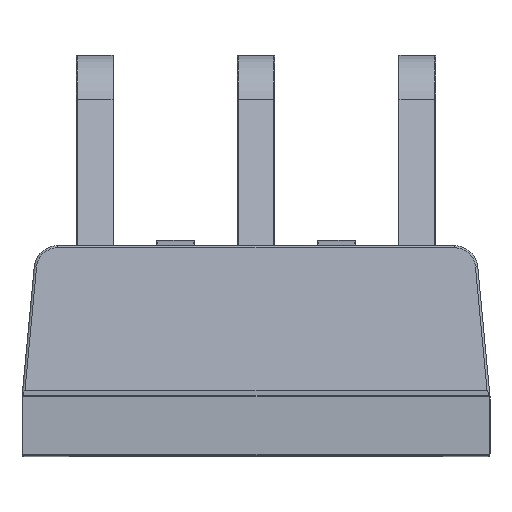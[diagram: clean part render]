
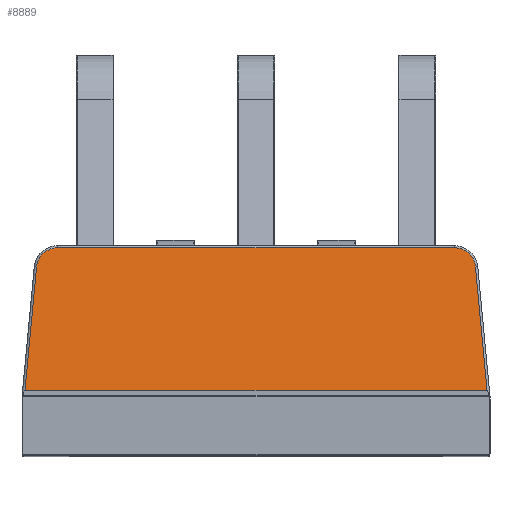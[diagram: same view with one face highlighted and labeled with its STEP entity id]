
A CAD part, top view. The second image highlights one B-rep face of the part: STEP entity #8889.
In plain terms, the highlighted planar face has unit normal (0, 0.139, 0.99).
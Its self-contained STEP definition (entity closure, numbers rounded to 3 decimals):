
#706 = CARTESIAN_POINT ( 'NONE',  ( 4.439, 1.497, 11.776 ) ) ;
#831 = VERTEX_POINT ( 'NONE', #20565 ) ;
#1101 = VERTEX_POINT ( 'NONE', #17511 ) ;
#1762 = CARTESIAN_POINT ( 'NONE',  ( -4.643, 1.089, 11.833 ) ) ;
#2081 = EDGE_CURVE ( 'NONE', #22580, #1101, #14624, .T. ) ;
#2281 = CARTESIAN_POINT ( 'NONE',  ( 4.561, 1.96, 11.711 ) ) ;
#4516 = CARTESIAN_POINT ( 'NONE',  ( 4.887, -1.52, 12.2 ) ) ;
#5333 = CARTESIAN_POINT ( 'NONE',  ( -4.62, 1.332, 11.799 ) ) ;
#6410 = CARTESIAN_POINT ( 'NONE',  ( 0., 1.54, 11.77 ) ) ;
#6981 = DIRECTION ( 'NONE',  ( -0.093, 0.986, -0.139 ) ) ;
#8149 = EDGE_CURVE ( 'NONE', #22580, #831, #21661, .T. ) ;
#8370 = CARTESIAN_POINT ( 'NONE',  ( -4.65, -1.52, 12.2 ) ) ;
#8877 = CARTESIAN_POINT ( 'NONE',  ( -4.887, -1.52, 12.2 ) ) ;
#8889 = ADVANCED_FACE ( 'NONE', ( #22739 ), #25862, .T. ) ;
#9529 = VECTOR ( 'NONE', #6981, 1000. ) ;
#10028 = CARTESIAN_POINT ( 'NONE',  ( -4.439, 1.497, 11.776 ) ) ;
#11664 = LINE ( 'NONE', #12816, #23561 ) ;
#12650 = CARTESIAN_POINT ( 'NONE',  ( 4.643, 1.089, 11.833 ) ) ;
#12816 = CARTESIAN_POINT ( 'NONE',  ( -4.561, 1.96, 11.711 ) ) ;
#12995 = LINE ( 'NONE', #2281, #9529 ) ;
#13326 = ORIENTED_EDGE ( 'NONE', *, *, #8149, .T. ) ;
#13741 = AXIS2_PLACEMENT_3D ( 'NONE', #6410, #23549, #28422 ) ;
#14624 =( BOUNDED_CURVE ( )  B_SPLINE_CURVE ( 3, ( #14787, #706, #29821, #12650 ),
 .UNSPECIFIED., .F., .F. ) 
 B_SPLINE_CURVE_WITH_KNOTS ( ( 4, 4 ),
 ( 0., 1.477 ),
 .UNSPECIFIED. ) 
 CURVE ( )  GEOMETRIC_REPRESENTATION_ITEM ( )  RATIONAL_B_SPLINE_CURVE ( ( 1., 0.826, 0.826, 1. ) ) 
 REPRESENTATION_ITEM ( '' )  );
#14787 = CARTESIAN_POINT ( 'NONE',  ( 4.195, 1.497, 11.776 ) ) ;
#14947 = CARTESIAN_POINT ( 'NONE',  ( -4.195, 1.497, 11.776 ) ) ;
#15699 = ORIENTED_EDGE ( 'NONE', *, *, #31473, .T. ) ;
#17315 = CARTESIAN_POINT ( 'NONE',  ( -4.643, 1.089, 11.833 ) ) ;
#17511 = CARTESIAN_POINT ( 'NONE',  ( 4.643, 1.089, 11.833 ) ) ;
#17980 = ORIENTED_EDGE ( 'NONE', *, *, #18831, .F. ) ;
#18033 = VERTEX_POINT ( 'NONE', #1762 ) ;
#18831 = EDGE_CURVE ( 'NONE', #18033, #831, #29917, .T. ) ;
#19585 = LINE ( 'NONE', #8370, #24938 ) ;
#19694 = VERTEX_POINT ( 'NONE', #4516 ) ;
#19967 = EDGE_CURVE ( 'NONE', #19694, #28178, #19585, .T. ) ;
#20233 = DIRECTION ( 'NONE',  ( -0.093, -0.986, 0.139 ) ) ;
#20565 = CARTESIAN_POINT ( 'NONE',  ( -4.195, 1.497, 11.776 ) ) ;
#21384 = ORIENTED_EDGE ( 'NONE', *, *, #21683, .T. ) ;
#21410 = DIRECTION ( 'NONE',  ( -1., 0., 0. ) ) ;
#21513 = CARTESIAN_POINT ( 'NONE',  ( 4.195, 1.497, 11.776 ) ) ;
#21661 = LINE ( 'NONE', #24163, #29640 ) ;
#21683 = EDGE_CURVE ( 'NONE', #18033, #28178, #11664, .T. ) ;
#22580 = VERTEX_POINT ( 'NONE', #21513 ) ;
#22739 = FACE_OUTER_BOUND ( 'NONE', #25066, .T. ) ;
#23549 = DIRECTION ( 'NONE',  ( 0., 0.139, 0.99 ) ) ;
#23561 = VECTOR ( 'NONE', #20233, 1000. ) ;
#24163 = CARTESIAN_POINT ( 'NONE',  ( 0., 1.497, 11.776 ) ) ;
#24938 = VECTOR ( 'NONE', #25616, 1000. ) ;
#25066 = EDGE_LOOP ( 'NONE', ( #17980, #21384, #29510, #15699, #30217, #13326 ) ) ;
#25616 = DIRECTION ( 'NONE',  ( -1., 0., 0. ) ) ;
#25862 = PLANE ( 'NONE',  #13741 ) ;
#28178 = VERTEX_POINT ( 'NONE', #8877 ) ;
#28422 = DIRECTION ( 'NONE',  ( -1., 0., 0. ) ) ;
#29510 = ORIENTED_EDGE ( 'NONE', *, *, #19967, .F. ) ;
#29640 = VECTOR ( 'NONE', #21410, 1000. ) ;
#29821 = CARTESIAN_POINT ( 'NONE',  ( 4.62, 1.332, 11.799 ) ) ;
#29917 =( BOUNDED_CURVE ( )  B_SPLINE_CURVE ( 3, ( #17315, #5333, #10028, #14947 ),
 .UNSPECIFIED., .F., .F. ) 
 B_SPLINE_CURVE_WITH_KNOTS ( ( 4, 4 ),
 ( 1.664, 3.142 ),
 .UNSPECIFIED. ) 
 CURVE ( )  GEOMETRIC_REPRESENTATION_ITEM ( )  RATIONAL_B_SPLINE_CURVE ( ( 1., 0.826, 0.826, 1. ) ) 
 REPRESENTATION_ITEM ( '' )  );
#30217 = ORIENTED_EDGE ( 'NONE', *, *, #2081, .F. ) ;
#31473 = EDGE_CURVE ( 'NONE', #19694, #1101, #12995, .T. ) ;
